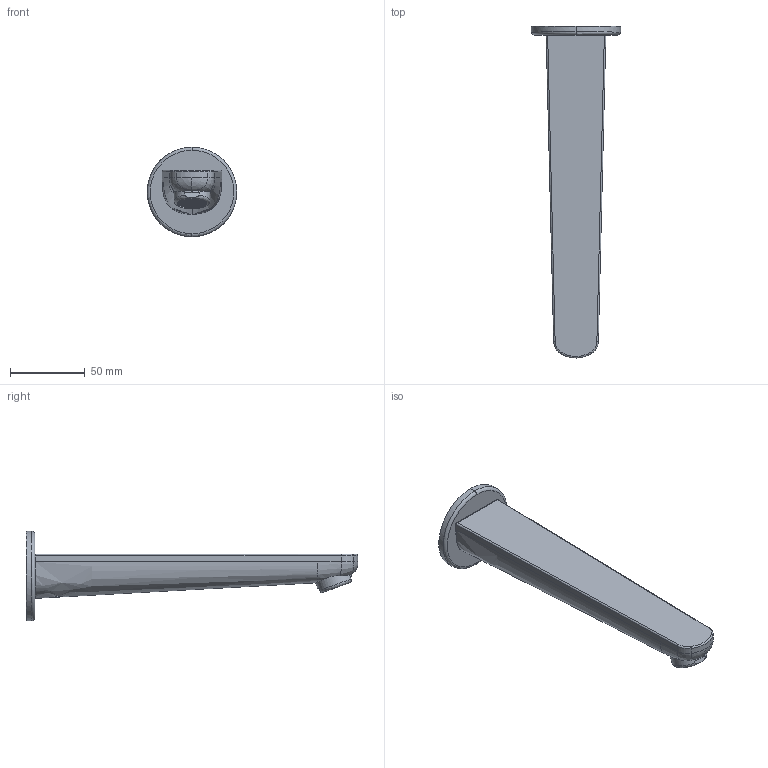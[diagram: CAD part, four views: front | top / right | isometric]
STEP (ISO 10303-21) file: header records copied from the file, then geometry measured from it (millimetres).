
FILE_DESCRIPTION(/* description */ (''),/* implementation_level */ '2;1');
FILE_NAME(/* name */ 'STEP - 9Q312400CP_2267343',/* time_stamp */ '2024-11-21T11:34:16+11:00',/* author */ (''),/* organization */ (''),/* preprocessor_version */ 'ST-DEVELOPER v16.5',/* originating_system */ 'Rhino 7.37',/* authorisation */ '');
FILE_SCHEMA (('AUTOMOTIVE_DESIGN'));
Products named in the file (12): Document; 9Q321400CP_ASM; 53003808CP1; 5E0001300PL0; 5R4R0003PL; 5T0F0114NT; 5R0R0097PL; 5J0504700NT6; 5L0C085501CP0A0_ASM; 5L0C085501CP0; 5B0099000CP6A0_ASM; 5B0099000CP6
Assembly tree (13 placements, depth 4):
  Document
    9Q321400CP_ASM
      53003808CP1
      5E0001300PL0
      5R4R0003PL
      5T0F0114NT  x2
      5R0R0097PL  x2
      5J0504700NT6
      5L0C085501CP0A0_ASM
        5L0C085501CP0
      5B0099000CP6A0_ASM
        5B0099000CP6
Bounding box: 59.98 x 222.5 x 60 mm (x, y, z)
Volume: 76930.4 mm3; surface area: 58706.9 mm2
Topology: 10 solids, 10 shells, 4707 faces, 13033 edges, 8386 vertices
Faces by surface type: plane 3546, cylinder 637, bspline 524
Entity records: 179229 total; most frequent: CARTESIAN_POINT 91672, ORIENTED_EDGE 25954, EDGE_CURVE 12977, B_SPLINE_CURVE_WITH_KNOTS 11496, VERTEX_POINT 8361, EDGE_LOOP 5570, ADVANCED_FACE 4681, FACE_OUTER_BOUND 4681
